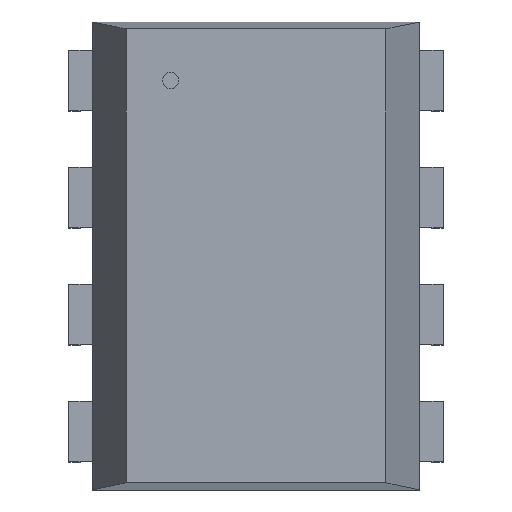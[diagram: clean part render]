
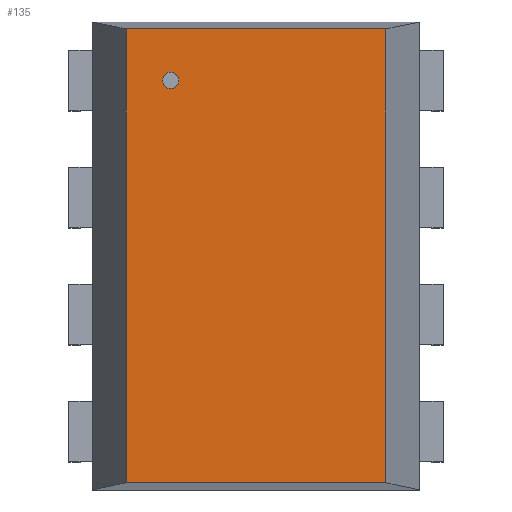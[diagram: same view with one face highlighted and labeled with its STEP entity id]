
A CAD part, top view. The second image highlights one B-rep face of the part: STEP entity #135.
In plain terms, the highlighted planar face has unit normal (0, 0, 1).
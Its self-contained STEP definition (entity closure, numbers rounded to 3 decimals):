
#135 = ADVANCED_FACE('',(#136),#170,.T.);
#136 = FACE_BOUND('',#137,.T.);
#137 = EDGE_LOOP('',(#138,#148,#156,#164));
#138 = ORIENTED_EDGE('',*,*,#139,.F.);
#139 = EDGE_CURVE('',#140,#142,#144,.T.);
#140 = VERTEX_POINT('',#141);
#141 = CARTESIAN_POINT('',(6.756,-8.738,5.461));
#142 = VERTEX_POINT('',#143);
#143 = CARTESIAN_POINT('',(1.118,-8.738,5.461));
#144 = LINE('',#145,#146);
#145 = CARTESIAN_POINT('',(6.756,-8.738,5.461));
#146 = VECTOR('',#147,1.);
#147 = DIRECTION('',(-1.,0.,0.));
#148 = ORIENTED_EDGE('',*,*,#149,.F.);
#149 = EDGE_CURVE('',#150,#140,#152,.T.);
#150 = VERTEX_POINT('',#151);
#151 = CARTESIAN_POINT('',(6.756,1.118,5.461));
#152 = LINE('',#153,#154);
#153 = CARTESIAN_POINT('',(6.756,1.118,5.461));
#154 = VECTOR('',#155,1.);
#155 = DIRECTION('',(0.,-1.,0.));
#156 = ORIENTED_EDGE('',*,*,#157,.F.);
#157 = EDGE_CURVE('',#158,#150,#160,.T.);
#158 = VERTEX_POINT('',#159);
#159 = CARTESIAN_POINT('',(1.118,1.118,5.461));
#160 = LINE('',#161,#162);
#161 = CARTESIAN_POINT('',(1.118,1.118,5.461));
#162 = VECTOR('',#163,1.);
#163 = DIRECTION('',(1.,0.,0.));
#164 = ORIENTED_EDGE('',*,*,#165,.F.);
#165 = EDGE_CURVE('',#142,#158,#166,.T.);
#166 = LINE('',#167,#168);
#167 = CARTESIAN_POINT('',(1.118,-8.738,5.461));
#168 = VECTOR('',#169,1.);
#169 = DIRECTION('',(0.,1.,0.));
#170 = PLANE('',#171);
#171 = AXIS2_PLACEMENT_3D('',#172,#173,#174);
#172 = CARTESIAN_POINT('',(1.118,-8.738,5.461));
#173 = DIRECTION('',(0.,0.,1.));
#174 = DIRECTION('',(0.,1.,0.));
